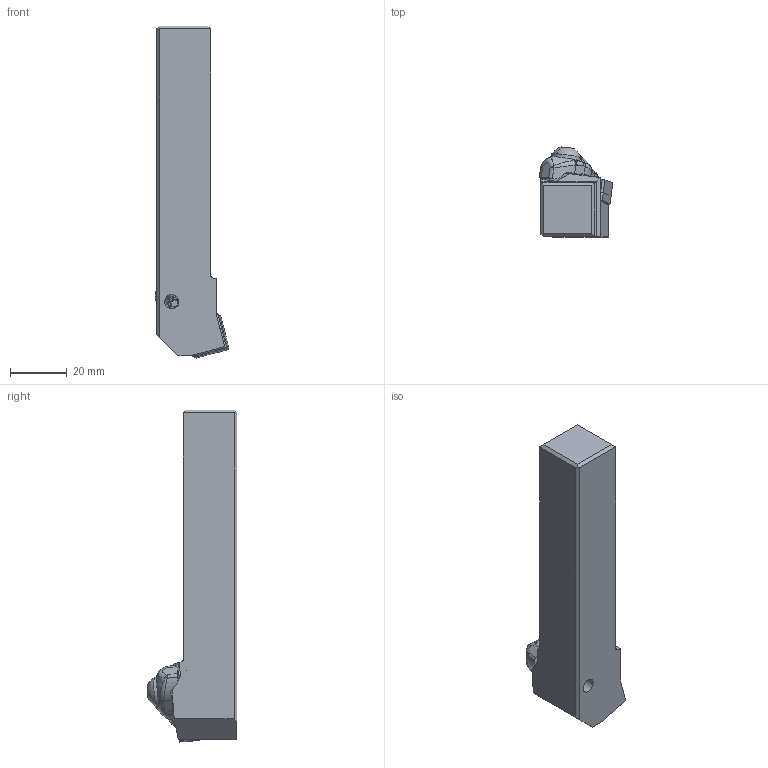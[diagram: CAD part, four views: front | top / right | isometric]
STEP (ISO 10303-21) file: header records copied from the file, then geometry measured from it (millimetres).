
FILE_DESCRIPTION(/* description */ (''),/* implementation_level */ '2;1');
FILE_NAME(/* name */ 'DSKNL-124_IR0_031.stp',/* time_stamp */ '2023-02-27T19:05:42+09:00',/* author */ (''),/* organization */ (''),/* preprocessor_version */ 'ST-DEVELOPER v16',/* originating_system */ 'SIEMENS PLM Software NX 10.0',/* authorisation */ '');
FILE_SCHEMA (('AUTOMOTIVE_DESIGN { 1 0 10303 214 3 1 1 1 }'));
Length unit declared in the file: millimetre
Products named in the file (1): DSKNL-124_IR0_031_ASM
Bounding box: 25.98 x 31.79 x 117.34 mm (x, y, z)
Volume: 44881 mm3; surface area: 12834.7 mm2
Topology: 2 solids, 2 shells, 270 faces, 764 edges, 506 vertices
Faces by surface type: cylinder 95, plane 81, bspline 59, cone 16, torus 15, sphere 4
Entity records: 12137 total; most frequent: CARTESIAN_POINT 5441, ORIENTED_EDGE 1492, DIRECTION 1277, EDGE_CURVE 746, AXIS2_PLACEMENT_3D 514, VERTEX_POINT 485, EDGE_LOOP 283, CIRCLE 272
